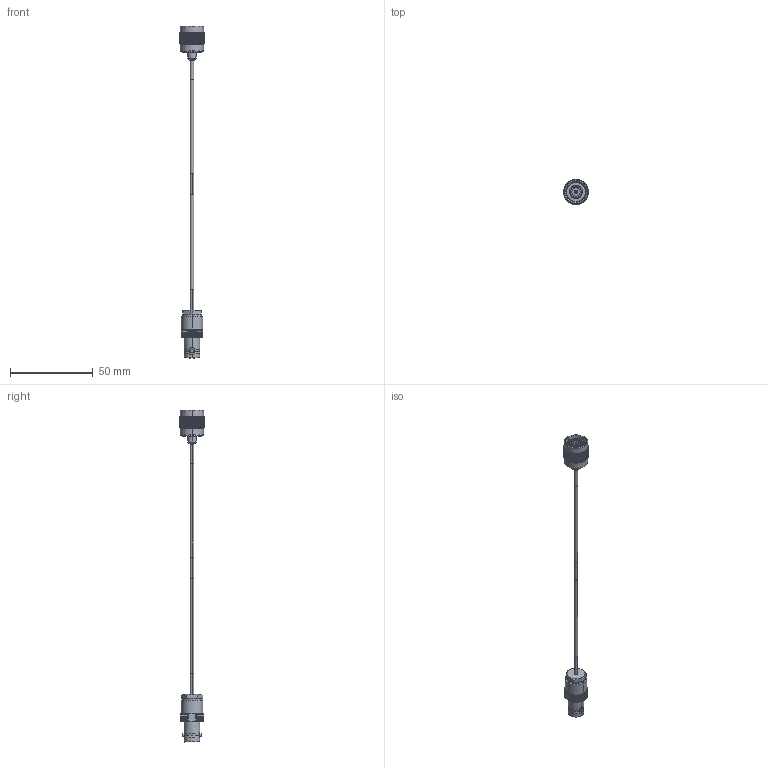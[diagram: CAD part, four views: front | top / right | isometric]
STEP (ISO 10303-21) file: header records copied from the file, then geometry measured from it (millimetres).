
FILE_DESCRIPTION (( 'STEP AP214' ), '1' );
FILE_NAME ('LCCA30591.step', '2020-06-23T22:30:43', ( '' ), ( '' ), 'SwSTEP 2.0', 'SolidWorks 2018', '' );
FILE_SCHEMA (( 'AUTOMOTIVE_DESIGN' ));
Length unit declared in the file: inch
Products named in the file (6): LCCN3058; LCCN3041; 1AW01-002_.08 ID; LCCA30591; LCCN3044_HS; LC085TB (085 FORMABLE)
Assembly tree (6 placements, depth 2):
  LCCA30591
    LC085TB (085 FORMABLE)
    1AW01-002_.08 ID  x2
    LCCN3041
    LCCN3058
    LCCN3044_HS
Bounding box: 14.99 x 14.99 x 200.66 mm (x, y, z)
Volume: 5055 mm3; surface area: 5490.8 mm2
Topology: 7 solids, 7 shells, 2556 faces, 5496 edges, 2966 vertices
Faces by surface type: bspline 1685, cylinder 502, plane 207, cone 150, torus 12
Entity records: 98080 total; most frequent: CARTESIAN_POINT 61267, ORIENTED_EDGE 10968, EDGE_CURVE 5484, DIRECTION 3266, VERTEX_POINT 2958, EDGE_LOOP 2564, FACE_OUTER_BOUND 2550, ADVANCED_FACE 2550
